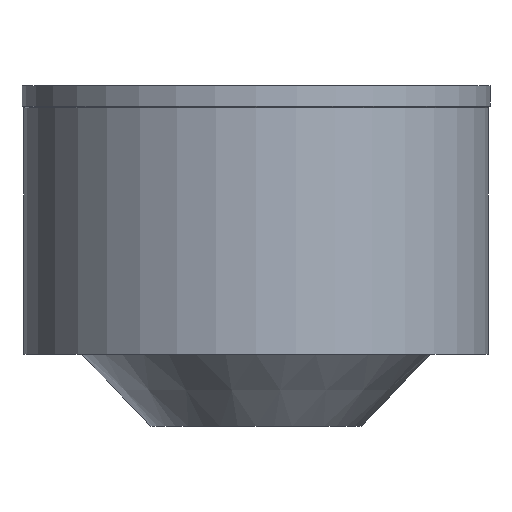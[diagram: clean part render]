
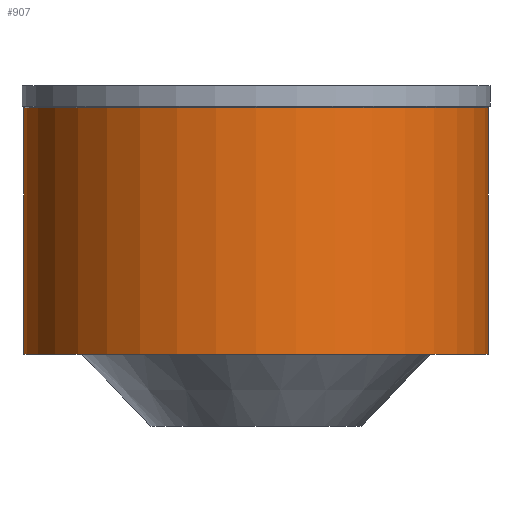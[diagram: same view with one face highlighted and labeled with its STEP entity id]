
A CAD part, left-side view. The second image highlights one B-rep face of the part: STEP entity #907.
In plain terms, the highlighted cylindrical face has radius 21 mm (diameter 42 mm), a partial arc.
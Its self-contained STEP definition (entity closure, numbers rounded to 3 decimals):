
#344=CARTESIAN_POINT('',(0.,0.,-24.3));
#345=DIRECTION('',(0.,0.,1.));
#346=DIRECTION('',(0.,1.,0.));
#347=AXIS2_PLACEMENT_3D('',#344,#345,#346);
#368=DIRECTION('',(0.,0.,-1.));
#369=VECTOR('',#368,22.3);
#370=CARTESIAN_POINT('',(0.,21.,-2.));
#371=LINE('',#370,#369);
#375=DIRECTION('',(0.,0.,-1.));
#376=VECTOR('',#375,22.3);
#377=CARTESIAN_POINT('',(0.,-21.,-2.));
#378=LINE('',#377,#376);
#397=CARTESIAN_POINT('',(0.,0.,-2.));
#398=DIRECTION('',(0.,0.,-1.));
#399=DIRECTION('',(0.,-1.,0.));
#400=AXIS2_PLACEMENT_3D('',#397,#398,#399);
#530=CARTESIAN_POINT('',(0.,-21.,-24.3));
#531=CARTESIAN_POINT('',(0.,21.,-24.3));
#532=VERTEX_POINT('',#530);
#533=VERTEX_POINT('',#531);
#534=CARTESIAN_POINT('',(0.,21.,-2.));
#535=VERTEX_POINT('',#534);
#536=CARTESIAN_POINT('',(0.,-21.,-2.));
#537=VERTEX_POINT('',#536);
#895=CARTESIAN_POINT('',(0.,0.,1.54));
#896=DIRECTION('',(0.,0.,-1.));
#897=DIRECTION('',(0.,-1.,0.));
#898=AXIS2_PLACEMENT_3D('',#895,#896,#897);
#899=CYLINDRICAL_SURFACE('',#898,21.);
#900=ORIENTED_EDGE('',*,*,#885,.F.);
#902=ORIENTED_EDGE('',*,*,#901,.F.);
#903=ORIENTED_EDGE('',*,*,#888,.T.);
#904=ORIENTED_EDGE('',*,*,#871,.F.);
#905=EDGE_LOOP('',(#900,#902,#903,#904));
#906=FACE_OUTER_BOUND('',#905,.F.);
#348=CIRCLE('',#347,21.);
#401=CIRCLE('',#400,21.);
#871=EDGE_CURVE('',#533,#532,#348,.T.);
#885=EDGE_CURVE('',#535,#533,#371,.T.);
#888=EDGE_CURVE('',#537,#532,#378,.T.);
#901=EDGE_CURVE('',#537,#535,#401,.T.);
#907=ADVANCED_FACE('',(#906),#899,.T.);
